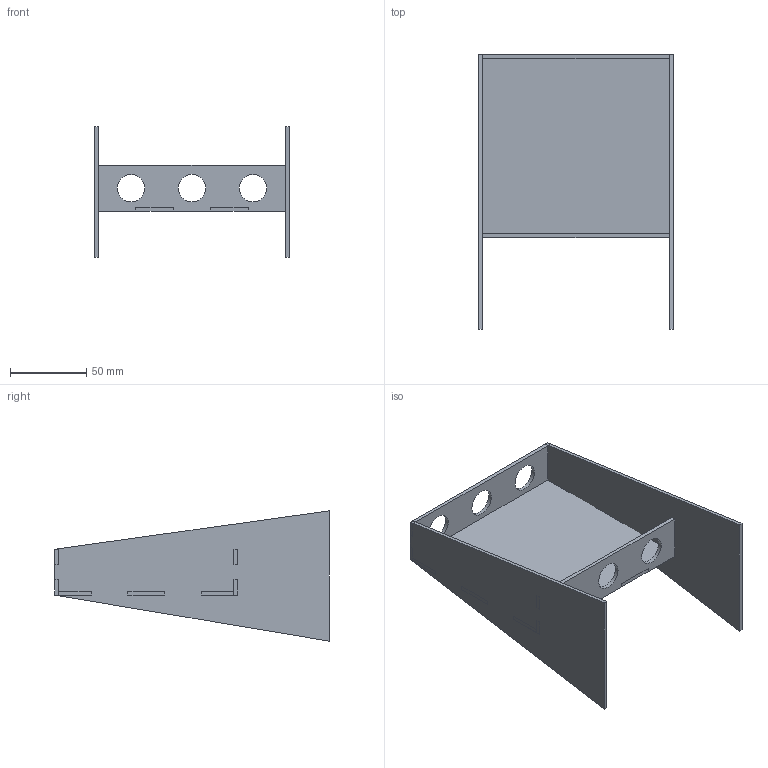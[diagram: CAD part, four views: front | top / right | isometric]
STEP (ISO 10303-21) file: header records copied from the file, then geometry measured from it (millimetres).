
FILE_DESCRIPTION(/* description */ (''),/* implementation_level */ '2;1');
FILE_NAME(/* name */ 'OpenColumnx3_FitSBS_v1 v6.step',/* time_stamp */ '2022-04-01T03:01:29+09:00',/* author */ (''),/* organization */ (''),/* preprocessor_version */ 'ST-DEVELOPER v18.1',/* originating_system */ 'Autodesk Translation Framework v10.13.0.1454',/* authorisation */ '');
FILE_SCHEMA (('AUTOMOTIVE_DESIGN { 1 0 10303 214 3 1 1 }'));
Length unit declared in the file: millimetre
Products named in the file (1): OpenColumnx3_FitSBS_v1
Bounding box: 127.76 x 180 x 85.48 mm (x, y, z)
Volume: 101856.5 mm3; surface area: 88718.6 mm2
Topology: 5 solids, 5 shells, 144 faces, 402 edges, 268 vertices
Faces by surface type: plane 138, cylinder 6
Full cylindrical faces by diameter (mm): 18 x6
Entity records: 4615 total; most frequent: CARTESIAN_POINT 815, ORIENTED_EDGE 804, DIRECTION 704, EDGE_CURVE 402, LINE 390, VECTOR 390, VERTEX_POINT 268, EDGE_LOOP 168
